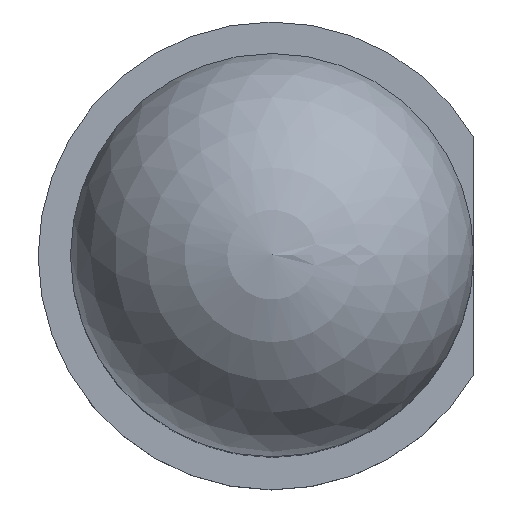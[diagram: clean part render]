
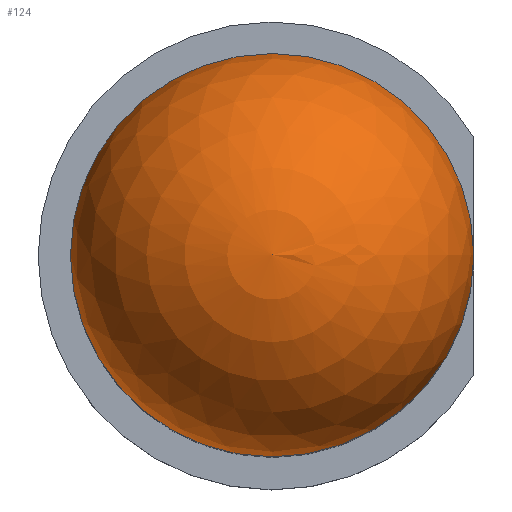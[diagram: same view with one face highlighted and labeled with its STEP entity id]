
A CAD part, top view. The second image highlights one B-rep face of the part: STEP entity #124.
In plain terms, the highlighted spherical face has radius 2.5 mm.
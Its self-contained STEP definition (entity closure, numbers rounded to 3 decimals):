
#124 = ADVANCED_FACE( '', ( #247, #248 ), #249, .T. );
#247 = FACE_BOUND( '', #362, .T. );
#248 = FACE_OUTER_BOUND( '', #363, .T. );
#249 = SPHERICAL_SURFACE( '', #364, 2.5 );
#362 = VERTEX_LOOP( '', #664 );
#363 = EDGE_LOOP( '', ( #665 ) );
#364 = AXIS2_PLACEMENT_3D( '', #666, #667, #668 );
#664 = VERTEX_POINT( '', #786 );
#665 = ORIENTED_EDGE( '', *, *, #784, .F. );
#666 = CARTESIAN_POINT( '', ( 0., 0., 6.2 ) );
#667 = DIRECTION( '', ( 0., 0., 1. ) );
#668 = DIRECTION( '', ( 1., 0., 0. ) );
#784 = EDGE_CURVE( '', #957, #957, #958, .T. );
#786 = CARTESIAN_POINT( '', ( 0., 0., 8.7 ) );
#957 = VERTEX_POINT( '', #1199 );
#958 = CIRCLE( '', #1200, 2.5 );
#1199 = CARTESIAN_POINT( '', ( -2.5, 0., 6.2 ) );
#1200 = AXIS2_PLACEMENT_3D( '', #1310, #1311, #1312 );
#1310 = CARTESIAN_POINT( '', ( 0., 0., 6.2 ) );
#1311 = DIRECTION( '', ( 0., 0., -1. ) );
#1312 = DIRECTION( '', ( -1., 0., 0. ) );
